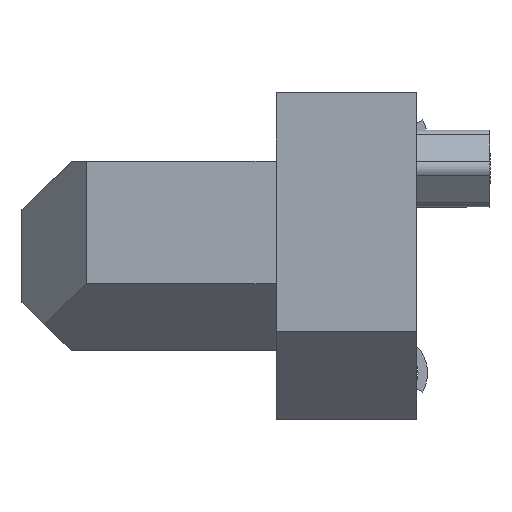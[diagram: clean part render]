
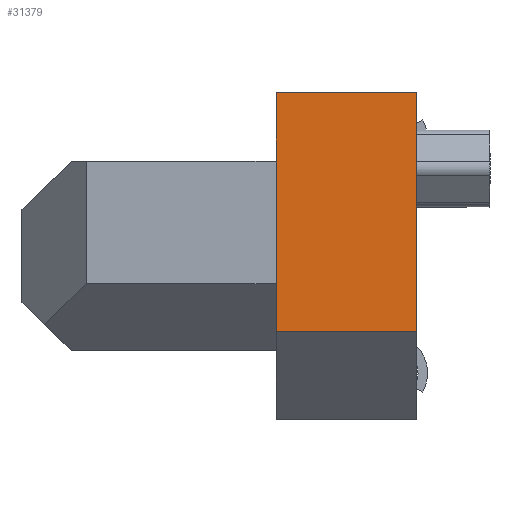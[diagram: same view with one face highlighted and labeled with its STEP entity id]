
A CAD part, left-side view. The second image highlights one B-rep face of the part: STEP entity #31379.
In plain terms, the highlighted planar face has unit normal (-1, 0, 0).
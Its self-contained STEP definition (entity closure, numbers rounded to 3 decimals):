
#3143=ORIENTED_EDGE('',*,*,#11520,.T.);
#3144=ORIENTED_EDGE('',*,*,#12372,.F.);
#3145=ORIENTED_EDGE('',*,*,#11712,.F.);
#3146=ORIENTED_EDGE('',*,*,#12399,.T.);
#11520=EDGE_CURVE('',#16353,#16352,#19514,.T.);
#11712=EDGE_CURVE('',#16544,#16545,#19695,.T.);
#12372=EDGE_CURVE('',#16545,#16352,#20315,.T.);
#12399=EDGE_CURVE('',#16544,#16353,#20342,.T.);
#16352=VERTEX_POINT('',#44510);
#16353=VERTEX_POINT('',#44512);
#16544=VERTEX_POINT('',#44895);
#16545=VERTEX_POINT('',#44897);
#19514=LINE('',#44511,#23149);
#19695=LINE('',#44896,#23330);
#20315=LINE('',#46151,#23950);
#20342=LINE('',#46200,#23977);
#23149=VECTOR('',#35590,1000.);
#23330=VECTOR('',#35795,1000.);
#23950=VECTOR('',#36813,1000.);
#23977=VECTOR('',#36860,1000.);
#26943=EDGE_LOOP('',(#3143,#3144,#3145,#3146));
#28626=FACE_BOUND('',#26943,.T.);
#30304=PLANE('',#33150);
#31379=ADVANCED_FACE('',(#28626),#30304,.F.);
#33150=AXIS2_PLACEMENT_3D('',#46201,#36861,#36862);
#35590=DIRECTION('',(0.,0.,1.));
#35795=DIRECTION('',(0.,0.,1.));
#36813=DIRECTION('',(0.,-1.,0.));
#36860=DIRECTION('',(0.,-1.,0.));
#36861=DIRECTION('',(1.,0.,0.));
#36862=DIRECTION('',(0.,0.,-1.));
#44510=CARTESIAN_POINT('',(-11.,0.,2.8));
#44511=CARTESIAN_POINT('',(-11.,0.,-1.3));
#44512=CARTESIAN_POINT('',(-11.,0.,-1.3));
#44895=CARTESIAN_POINT('',(-11.,2.405,-1.3));
#44896=CARTESIAN_POINT('',(-11.,2.405,-1.3));
#44897=CARTESIAN_POINT('',(-11.,2.405,2.8));
#46151=CARTESIAN_POINT('',(-11.,2.405,2.8));
#46200=CARTESIAN_POINT('',(-11.,2.405,-1.3));
#46201=CARTESIAN_POINT('',(-11.,2.405,-1.3));
